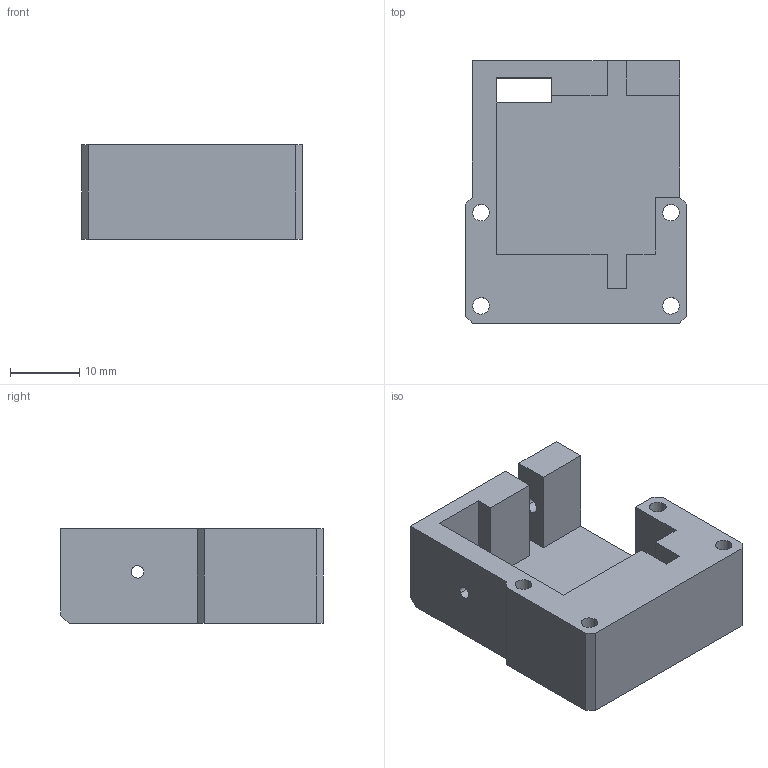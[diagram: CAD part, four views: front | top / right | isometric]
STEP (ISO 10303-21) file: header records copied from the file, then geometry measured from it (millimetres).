
FILE_DESCRIPTION(('CATIA V5 STEP Exchange'),'2;1');
FILE_NAME('head_servo_camera_bracket_nosmile.stp','2020-01-25T08:21:48+00:00',('none'),('none'),'CATIA Version 5 Release 20 GA (IN-10)','CATIA V5 STEP AP203','none');
FILE_SCHEMA(('CONFIG_CONTROL_DESIGN'));
Length unit declared in the file: millimetre
Products named in the file (1): head_servo_camera_bracket_nosmile
Bounding box: 32 x 38 x 13.7 mm (x, y, z)
Volume: 7827.9 mm3; surface area: 5852.9 mm2
Topology: 1 solids, 1 shells, 51 faces, 141 edges, 93 vertices
Faces by surface type: plane 33, cylinder 18
Entity records: 1589 total; most frequent: ORIENTED_EDGE 282, CARTESIAN_POINT 271, DIRECTION 213, EDGE_CURVE 141, VECTOR 105, LINE 105, VERTEX_POINT 93, AXIS2_PLACEMENT_3D 73
